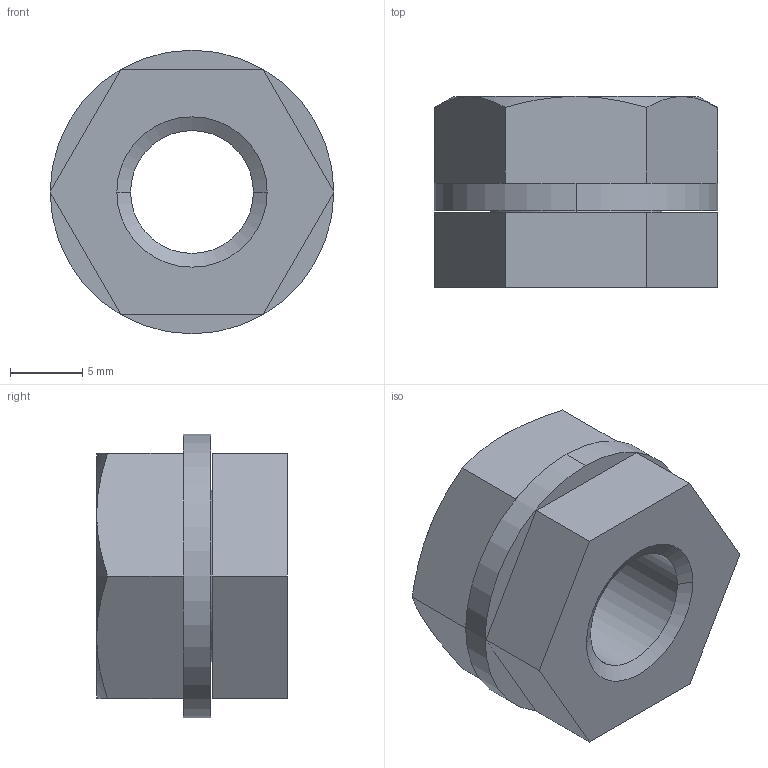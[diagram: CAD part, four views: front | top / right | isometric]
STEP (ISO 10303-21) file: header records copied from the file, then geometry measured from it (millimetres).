
FILE_DESCRIPTION((''),'2;1');
FILE_NAME('0RRIM010_____0','2019-10-29T15:50:31',('kim.bk'),(''),'CREO PARAMETRIC BY PTC INC, 2019010','CREO PARAMETRIC BY PTC INC, 2019010','');
FILE_SCHEMA(('CONFIG_CONTROL_DESIGN'));
Length unit declared in the file: millimetre
Products named in the file (1): 0RRIM010_____0
Bounding box: 19.63 x 13.2 x 19.63 mm (x, y, z)
Volume: 2605.4 mm3; surface area: 2274.5 mm2
Topology: 2 solids, 2 shells, 301 faces, 815 edges, 536 vertices
Faces by surface type: plane 281, cone 14, cylinder 6
Entity records: 9367 total; most frequent: CARTESIAN_POINT 1730, ORIENTED_EDGE 1630, DIRECTION 1441, EDGE_CURVE 815, VECTOR 767, LINE 767, VERTEX_POINT 536, AXIS2_PLACEMENT_3D 337
